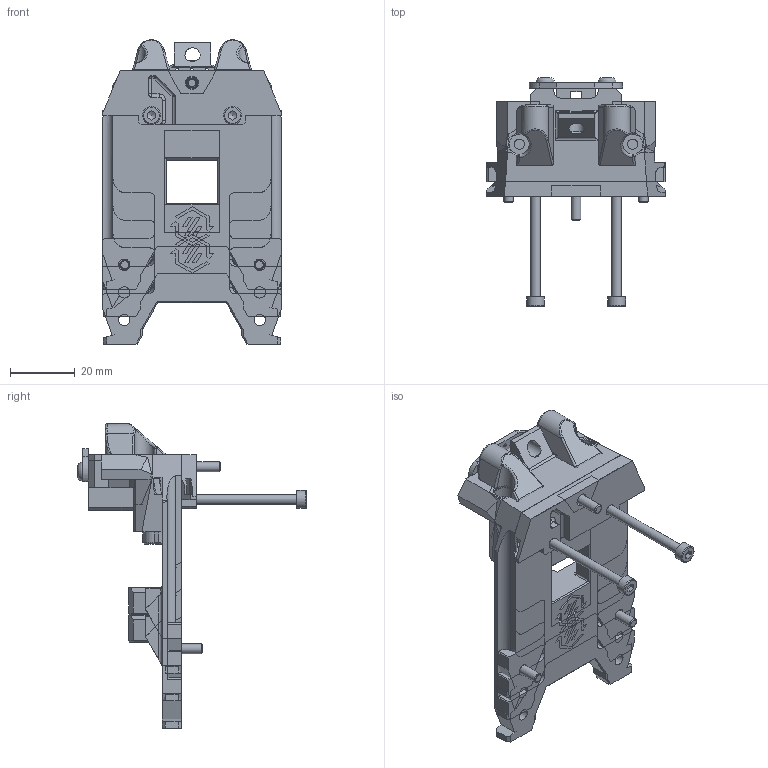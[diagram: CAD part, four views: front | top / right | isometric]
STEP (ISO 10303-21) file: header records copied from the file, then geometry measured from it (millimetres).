
FILE_DESCRIPTION(/* description */ ('','CAx-IF Rec.Pracs.---Representation and Presentation of Product Manufacturing Information (PMI)---4.0---2014-10-13'),/* implementation_level */ '2;1');
FILE_NAME(/* name */ 'Anthead.step',/* time_stamp */ '2025-03-02T12:58:16-07:00',/* author */ (''),/* organization */ (''),/* preprocessor_version */ 'ST-DEVELOPER v20',/* originating_system */ 'Autodesk Translation Framework v13.20.0.188',/* authorisation */ '');
FILE_SCHEMA (('AP242_MANAGED_MODEL_BASED_3D_ENGINEERING_MIM_LF { 1 0 10303 442 1 1 4 }'));
Products named in the file (24): Anthead SC V1.1R2; Hardware (2); Tap_Sensor; Board; Sensor; M3x6 BHCS (2); M3x6 FHCS (7) (1); M3x6 FHCS (7) (1) (1); Pins 4x12 Rounded; 3x6mm Magnet (1) (3) (2) (1); M3x40 SHCS (15) (1); M3 Threaded Insert (3); M3x12 BHCS (2) (1) (1); M3x10 BHCS (2) (1); Pins 4x12 Rounded (1); Pins 4x12 Rounded (2); Backplate; Anthead; Addon (1) (2); SF; HF; UHF; Anthead_Spacer_Full; Anthead_Spacer
Assembly tree (27 placements, depth 4):
  Anthead SC V1.1R2
    Hardware (2)
      Tap_Sensor
        Board
        Sensor
        M3x6 BHCS (2)  x2
      M3x6 FHCS (7) (1)
      M3x6 FHCS (7) (1) (1)
      Pins 4x12 Rounded
      3x6mm Magnet (1) (3) (2) (1)
      M3x40 SHCS (15) (1)  x2
      M3x10 BHCS (2) (1)  x2
      M3 Threaded Insert (3)  x2
      M3x12 BHCS (2) (1) (1)
      Pins 4x12 Rounded (1)
      Pins 4x12 Rounded (2)
    Backplate
      Anthead
        Addon (1) (2)
        SF
        HF
        UHF
      Anthead_Spacer_Full
      Anthead_Spacer
Bounding box: 54.98 x 70.63 x 93.93 mm (x, y, z)
Volume: 96920.3 mm3; surface area: 53127.9 mm2
Topology: 29 solids, 31 shells, 1852 faces, 4856 edges, 3153 vertices
Faces by surface type: plane 1164, cylinder 374, bspline 206, cone 83, sphere 14, torus 11
Full cylindrical faces by diameter (mm): 0.87 x5, 1 x3, 1.8 x3, 2 x3, 2.7 x2, 2.8 x12, 2.9 x2, 3 x23, 3.1 x9, 3.2 x4, 3.4 x6, 3.5 x6, 4 x5, 4.1 x2, 4.25 x4, 4.6 x2, 4.7 x7, 5.5 x2, 5.54 x2, 5.7 x5, 6 x1, 6.1 x3, 6.2 x12, 6.3 x9
Entity records: 58337 total; most frequent: CARTESIAN_POINT 16355, ORIENTED_EDGE 8766, DIRECTION 8204, EDGE_CURVE 4383, LINE 3162, VECTOR 3162, VERTEX_POINT 2839, AXIS2_PLACEMENT_3D 2521
